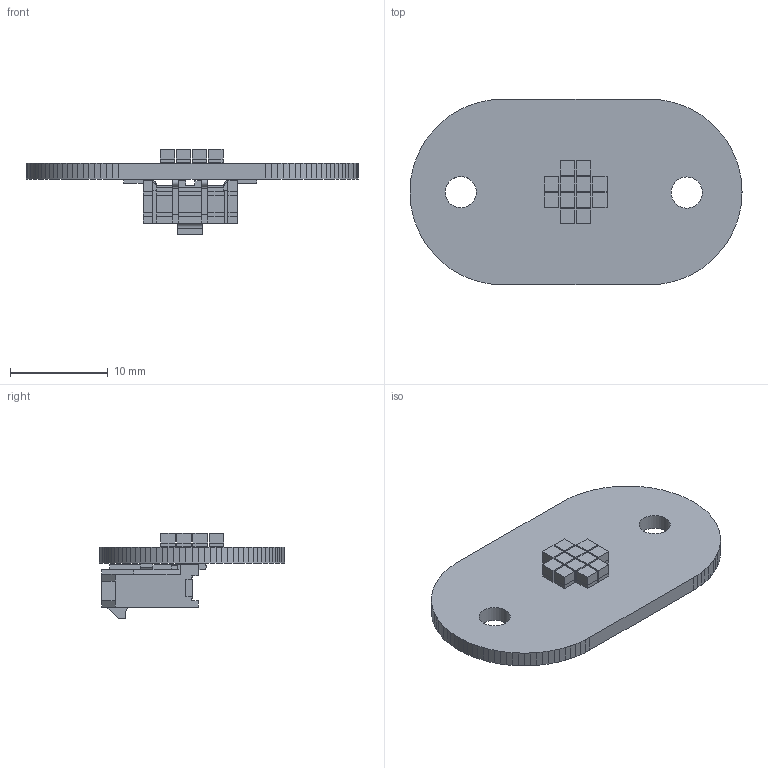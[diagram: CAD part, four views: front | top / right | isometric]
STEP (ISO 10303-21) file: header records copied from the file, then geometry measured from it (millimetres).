
FILE_DESCRIPTION(('KiCad electronic assembly'),'2;1');
FILE_NAME('ail-LED.step','2024-04-16T09:51:39',('Pcbnew'),('Kicad'), 'Open CASCADE STEP processor 7.6','KiCad to STEP converter','Unknown' );
FILE_SCHEMA(('AUTOMOTIVE_DESIGN { 1 0 10303 214 1 1 1 1 }'));
Length unit declared in the file: millimetre
Products named in the file (6): ail-LED 1; KR-SITQA.23; (Unsaved); Molex-MicroFit-436500214; 436500214; ail-LED PCB
Assembly tree (16 placements, depth 3):
  ail-LED 1
    KR-SITQA.23  x12
      (Unsaved)
    Molex-MicroFit-436500214
      436500214
    ail-LED PCB
Bounding box: 34 x 19 x 8.79 mm (x, y, z)
Volume: 1179 mm3; surface area: 2106.2 mm2
Topology: 27 solids, 27 shells, 456 faces, 1199 edges, 806 vertices
Faces by surface type: plane 437, cylinder 19
Full cylindrical faces by diameter (mm): 3.2 x2
Entity records: 22666 total; most frequent: CARTESIAN_POINT 3900, DIRECTION 3475, LINE 2681, VECTOR 2681, ORIENTED_EDGE 1838, PCURVE 1838, DEFINITIONAL_REPRESENTATION 1838, EDGE_CURVE 919
